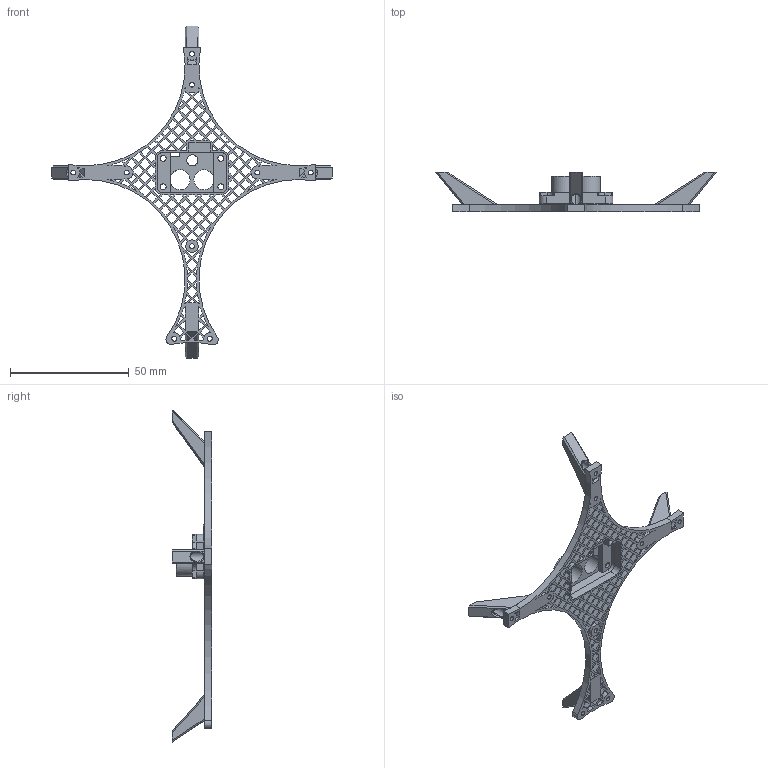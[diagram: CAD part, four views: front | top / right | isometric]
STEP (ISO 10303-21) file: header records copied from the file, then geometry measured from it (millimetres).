
FILE_DESCRIPTION (( 'STEP AP203' ), '1' );
FILE_NAME ('GEPRC Cinebot30 OPTICAL FLOW & LIDAR SENSOR MTF-01 holder.STEP', '2024-02-12T10:09:01', ( '' ), ( '' ), 'SwSTEP 2.0', 'SolidWorks 2022', '' );
FILE_SCHEMA (( 'CONFIG_CONTROL_DESIGN' ));
Length unit declared in the file: millimetre
Products named in the file (3): GEPRC Cinebot30 OPTICAL FLOW & LIDAR SENSOR MTF-01 holder; case 1; cinebot30
Assembly tree (2 placements, depth 2):
  GEPRC Cinebot30 OPTICAL FLOW & LIDAR SENSOR MTF-01 holder
    cinebot30
    case 1
Bounding box: 118.18 x 16.6 x 139.82 mm (x, y, z)
Volume: 7968.5 mm3; surface area: 13635.2 mm2
Topology: 2 solids, 2 shells, 861 faces, 2721 edges, 1813 vertices
Faces by surface type: plane 652, cylinder 195, bspline 14
Entity records: 31654 total; most frequent: CARTESIAN_POINT 6472, ORIENTED_EDGE 5442, DIRECTION 4720, EDGE_CURVE 2721, LINE 2242, VECTOR 2242, VERTEX_POINT 1813, AXIS2_PLACEMENT_3D 1239
